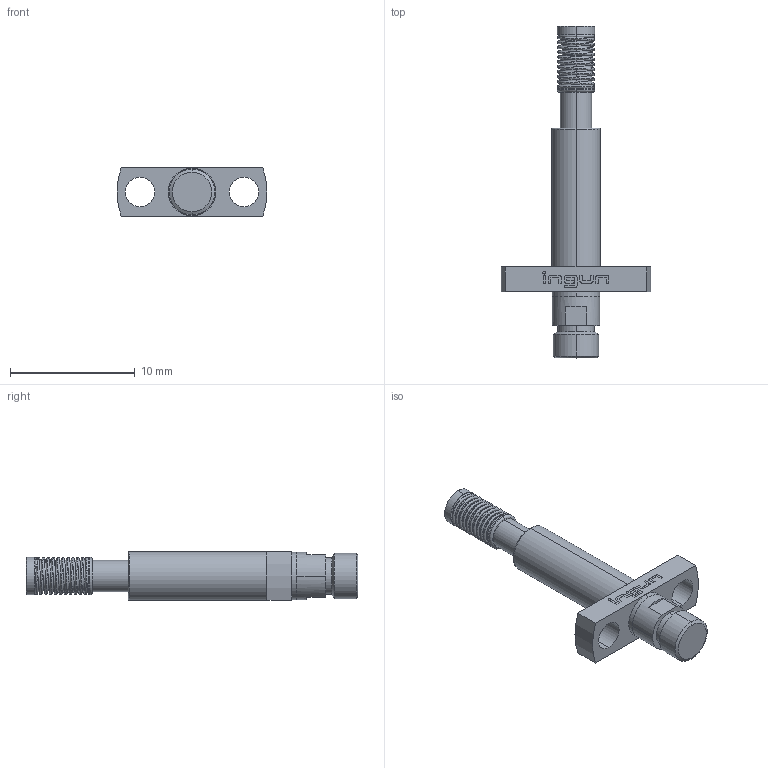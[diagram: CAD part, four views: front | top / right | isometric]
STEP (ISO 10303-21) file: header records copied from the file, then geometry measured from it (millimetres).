
FILE_DESCRIPTION (( 'STEP AP203' ), '1' );
FILE_NAME ('INGUN_HFS-852_303_051_A_xx43_UFL-H.STEP', '2022-05-09T10:58:45', ( 'ochi' ), ( '' ), 'SwSTEP 2.0', 'SolidWorks 2018', '' );
FILE_SCHEMA (( 'CONFIG_CONTROL_DESIGN' ));
Length unit declared in the file: millimetre
Products named in the file (1): INGUN_HFS-852_303_051_A_xx43_UFL-H
Bounding box: 12 x 26.6 x 3.9 mm (x, y, z)
Volume: 304.3 mm3; surface area: 516.9 mm2
Topology: 1 solids, 1 shells, 149 faces, 371 edges, 239 vertices
Faces by surface type: plane 69, cylinder 34, bspline 24, cone 12, torus 10
Entity records: 6852 total; most frequent: CARTESIAN_POINT 3375, ORIENTED_EDGE 738, DIRECTION 639, EDGE_CURVE 369, VERTEX_POINT 239, AXIS2_PLACEMENT_3D 237, EDGE_LOOP 174, VECTOR 165
